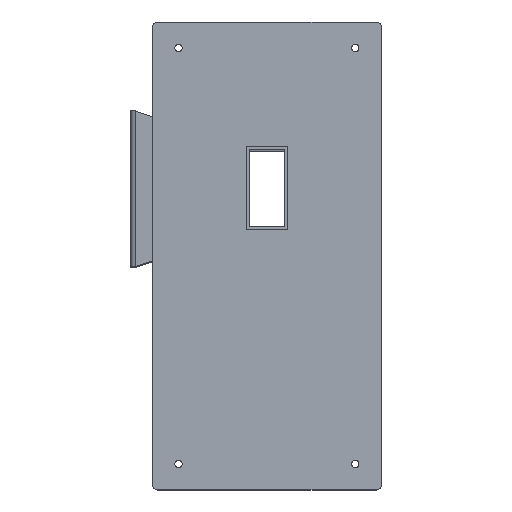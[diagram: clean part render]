
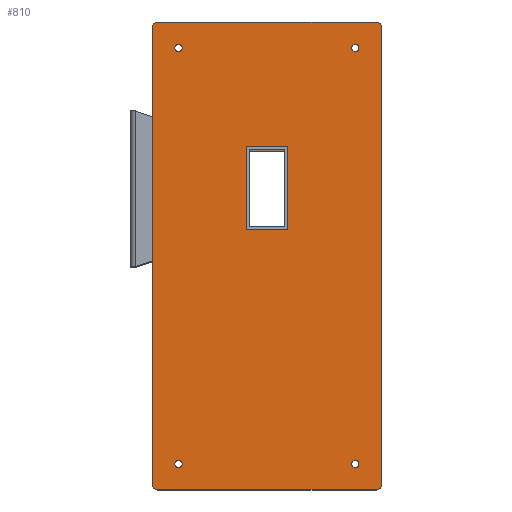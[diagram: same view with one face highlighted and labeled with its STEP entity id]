
A CAD part, top view. The second image highlights one B-rep face of the part: STEP entity #810.
In plain terms, the highlighted planar face has unit normal (0, 0, 1).
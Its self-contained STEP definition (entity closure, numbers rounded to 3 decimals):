
#5 = EDGE_LOOP ( 'NONE', ( #1297 ) ) ;
#19 = CARTESIAN_POINT ( 'NONE',  ( -105., -290., 5. ) ) ;
#50 = CARTESIAN_POINT ( 'NONE',  ( 85., 135., 5. ) ) ;
#64 = VECTOR ( 'NONE', #953, 1000. ) ;
#70 = LINE ( 'NONE', #669, #578 ) ;
#78 = ORIENTED_EDGE ( 'NONE', *, *, #1349, .T. ) ;
#82 = DIRECTION ( 'NONE',  ( 0., 0., 1. ) ) ;
#94 = DIRECTION ( 'NONE',  ( 0., 0., 1. ) ) ;
#101 = EDGE_CURVE ( 'NONE', #2123, #122, #1459, .T. ) ;
#120 = CARTESIAN_POINT ( 'NONE',  ( 105., -290., 5. ) ) ;
#122 = VERTEX_POINT ( 'NONE', #369 ) ;
#129 = EDGE_CURVE ( 'NONE', #394, #695, #808, .T. ) ;
#131 = ORIENTED_EDGE ( 'NONE', *, *, #101, .F. ) ;
#151 = AXIS2_PLACEMENT_3D ( 'NONE', #50, #1253, #1017 ) ;
#159 = VERTEX_POINT ( 'NONE', #1567 ) ;
#162 = DIRECTION ( 'NONE',  ( -1., 0., 0. ) ) ;
#192 = EDGE_CURVE ( 'NONE', #1983, #593, #1761, .T. ) ;
#216 = LINE ( 'NONE', #1647, #504 ) ;
#241 = VERTEX_POINT ( 'NONE', #995 ) ;
#250 = DIRECTION ( 'NONE',  ( 0., 0., 1. ) ) ;
#254 = DIRECTION ( 'NONE',  ( -1., 0., 0. ) ) ;
#255 = CARTESIAN_POINT ( 'NONE',  ( -110., 155., 5. ) ) ;
#271 = EDGE_CURVE ( 'NONE', #159, #1119, #1603, .T. ) ;
#343 = CARTESIAN_POINT ( 'NONE',  ( -20., 40., 5. ) ) ;
#344 = CARTESIAN_POINT ( 'NONE',  ( -105., -290., 5. ) ) ;
#348 = EDGE_LOOP ( 'NONE', ( #654 ) ) ;
#369 = CARTESIAN_POINT ( 'NONE',  ( 20., 40., 5. ) ) ;
#384 = AXIS2_PLACEMENT_3D ( 'NONE', #1418, #1636, #1341 ) ;
#394 = VERTEX_POINT ( 'NONE', #120 ) ;
#412 = VECTOR ( 'NONE', #2065, 1000. ) ;
#428 = CARTESIAN_POINT ( 'NONE',  ( 105., 155., 5. ) ) ;
#436 = EDGE_CURVE ( 'NONE', #695, #1985, #616, .T. ) ;
#469 = VERTEX_POINT ( 'NONE', #585 ) ;
#478 = CARTESIAN_POINT ( 'NONE',  ( 110., 155., 5. ) ) ;
#496 = CARTESIAN_POINT ( 'NONE',  ( -85., -265., 5. ) ) ;
#504 = VECTOR ( 'NONE', #1928, 1000. ) ;
#521 = CARTESIAN_POINT ( 'NONE',  ( 110., -285., 5. ) ) ;
#578 = VECTOR ( 'NONE', #1601, 1000. ) ;
#585 = CARTESIAN_POINT ( 'NONE',  ( 105., 160., 5. ) ) ;
#589 = VERTEX_POINT ( 'NONE', #864 ) ;
#590 = ORIENTED_EDGE ( 'NONE', *, *, #271, .F. ) ;
#593 = VERTEX_POINT ( 'NONE', #344 ) ;
#594 = ORIENTED_EDGE ( 'NONE', *, *, #793, .F. ) ;
#595 = DIRECTION ( 'NONE',  ( 0., 0., 1. ) ) ;
#600 = DIRECTION ( 'NONE',  ( 0., 0., 1. ) ) ;
#601 = AXIS2_PLACEMENT_3D ( 'NONE', #428, #595, #1625 ) ;
#616 = LINE ( 'NONE', #1586, #64 ) ;
#625 = CARTESIAN_POINT ( 'NONE',  ( 88.5, 135., 5. ) ) ;
#648 = ORIENTED_EDGE ( 'NONE', *, *, #1604, .T. ) ;
#654 = ORIENTED_EDGE ( 'NONE', *, *, #1361, .F. ) ;
#667 = AXIS2_PLACEMENT_3D ( 'NONE', #1634, #600, #963 ) ;
#669 = CARTESIAN_POINT ( 'NONE',  ( -20., -40., 5. ) ) ;
#695 = VERTEX_POINT ( 'NONE', #521 ) ;
#707 = AXIS2_PLACEMENT_3D ( 'NONE', #901, #872, #2097 ) ;
#721 = ORIENTED_EDGE ( 'NONE', *, *, #129, .T. ) ;
#793 = EDGE_CURVE ( 'NONE', #1523, #1523, #1877, .T. ) ;
#800 = CARTESIAN_POINT ( 'NONE',  ( -81.5, 135., 5. ) ) ;
#808 = CIRCLE ( 'NONE', #667, 5. ) ;
#809 = FACE_BOUND ( 'NONE', #1072, .T. ) ;
#810 = ADVANCED_FACE ( 'NONE', ( #809, #1129, #2131, #2132, #1375, #1199 ), #1813, .T. ) ;
#815 = LINE ( 'NONE', #1209, #1878 ) ;
#828 = ORIENTED_EDGE ( 'NONE', *, *, #1705, .F. ) ;
#829 = ORIENTED_EDGE ( 'NONE', *, *, #1840, .F. ) ;
#839 = DIRECTION ( 'NONE',  ( 0., 0., 1. ) ) ;
#864 = CARTESIAN_POINT ( 'NONE',  ( -81.5, -265., 5. ) ) ;
#871 = CARTESIAN_POINT ( 'NONE',  ( 20., 40., 5. ) ) ;
#872 = DIRECTION ( 'NONE',  ( 0., 0., 1. ) ) ;
#894 = ORIENTED_EDGE ( 'NONE', *, *, #436, .T. ) ;
#899 = EDGE_LOOP ( 'NONE', ( #829, #590, #828, #131 ) ) ;
#901 = CARTESIAN_POINT ( 'NONE',  ( 105., -285., 5. ) ) ;
#913 = CIRCLE ( 'NONE', #151, 3.5 ) ;
#928 = CIRCLE ( 'NONE', #601, 5. ) ;
#953 = DIRECTION ( 'NONE',  ( 0., 1., 0. ) ) ;
#963 = DIRECTION ( 'NONE',  ( 1., 0., 0. ) ) ;
#969 = CIRCLE ( 'NONE', #1376, 3.5 ) ;
#995 = CARTESIAN_POINT ( 'NONE',  ( 88.5, -265., 5. ) ) ;
#1017 = DIRECTION ( 'NONE',  ( 1., 0., 0. ) ) ;
#1072 = EDGE_LOOP ( 'NONE', ( #594 ) ) ;
#1077 = VECTOR ( 'NONE', #162, 1000. ) ;
#1083 = CARTESIAN_POINT ( 'NONE',  ( -20., 40., 5. ) ) ;
#1090 = DIRECTION ( 'NONE',  ( 1., 0., 0. ) ) ;
#1091 = ORIENTED_EDGE ( 'NONE', *, *, #1745, .F. ) ;
#1119 = VERTEX_POINT ( 'NONE', #1717 ) ;
#1129 = FACE_BOUND ( 'NONE', #5, .T. ) ;
#1159 = DIRECTION ( 'NONE',  ( 1., 0., 0. ) ) ;
#1194 = DIRECTION ( 'NONE',  ( 0., 1., 0. ) ) ;
#1199 = FACE_BOUND ( 'NONE', #899, .T. ) ;
#1209 = CARTESIAN_POINT ( 'NONE',  ( -105., 160., 5. ) ) ;
#1253 = DIRECTION ( 'NONE',  ( 0., 0., 1. ) ) ;
#1288 = VECTOR ( 'NONE', #1090, 1000. ) ;
#1297 = ORIENTED_EDGE ( 'NONE', *, *, #1677, .F. ) ;
#1306 = AXIS2_PLACEMENT_3D ( 'NONE', #1800, #82, #1401 ) ;
#1341 = DIRECTION ( 'NONE',  ( 1., 0., 0. ) ) ;
#1349 = EDGE_CURVE ( 'NONE', #1985, #469, #928, .T. ) ;
#1361 = EDGE_CURVE ( 'NONE', #589, #589, #969, .T. ) ;
#1375 = FACE_OUTER_BOUND ( 'NONE', #1870, .T. ) ;
#1376 = AXIS2_PLACEMENT_3D ( 'NONE', #496, #94, #1159 ) ;
#1401 = DIRECTION ( 'NONE',  ( 1., 0., 0. ) ) ;
#1404 = LINE ( 'NONE', #19, #1288 ) ;
#1418 = CARTESIAN_POINT ( 'NONE',  ( -85., 135., 5. ) ) ;
#1420 = CARTESIAN_POINT ( 'NONE',  ( -105., 155., 5. ) ) ;
#1454 = VERTEX_POINT ( 'NONE', #255 ) ;
#1459 = LINE ( 'NONE', #871, #2022 ) ;
#1464 = DIRECTION ( 'NONE',  ( -1., 0., 0. ) ) ;
#1493 = EDGE_LOOP ( 'NONE', ( #1091 ) ) ;
#1515 = CARTESIAN_POINT ( 'NONE',  ( 20., -40., 5. ) ) ;
#1523 = VERTEX_POINT ( 'NONE', #800 ) ;
#1555 = ORIENTED_EDGE ( 'NONE', *, *, #192, .T. ) ;
#1567 = CARTESIAN_POINT ( 'NONE',  ( -20., 40., 5. ) ) ;
#1576 = DIRECTION ( 'NONE',  ( -1., 0., 0. ) ) ;
#1586 = CARTESIAN_POINT ( 'NONE',  ( 110., -285., 5. ) ) ;
#1601 = DIRECTION ( 'NONE',  ( 1., 0., 0. ) ) ;
#1603 = LINE ( 'NONE', #343, #412 ) ;
#1604 = EDGE_CURVE ( 'NONE', #469, #1940, #815, .T. ) ;
#1625 = DIRECTION ( 'NONE',  ( -1., 0., 0. ) ) ;
#1634 = CARTESIAN_POINT ( 'NONE',  ( 105., -285., 5. ) ) ;
#1636 = DIRECTION ( 'NONE',  ( 0., 0., 1. ) ) ;
#1647 = CARTESIAN_POINT ( 'NONE',  ( -110., -285., 5. ) ) ;
#1654 = CIRCLE ( 'NONE', #1951, 5. ) ;
#1677 = EDGE_CURVE ( 'NONE', #1700, #1700, #913, .T. ) ;
#1700 = VERTEX_POINT ( 'NONE', #625 ) ;
#1705 = EDGE_CURVE ( 'NONE', #122, #159, #1765, .T. ) ;
#1717 = CARTESIAN_POINT ( 'NONE',  ( -20., -40., 5. ) ) ;
#1734 = ORIENTED_EDGE ( 'NONE', *, *, #2059, .T. ) ;
#1736 = AXIS2_PLACEMENT_3D ( 'NONE', #1784, #839, #254 ) ;
#1745 = EDGE_CURVE ( 'NONE', #241, #241, #1815, .T. ) ;
#1761 = CIRCLE ( 'NONE', #1736, 5. ) ;
#1765 = LINE ( 'NONE', #1083, #1077 ) ;
#1780 = EDGE_CURVE ( 'NONE', #1940, #1454, #1654, .T. ) ;
#1784 = CARTESIAN_POINT ( 'NONE',  ( -105., -285., 5. ) ) ;
#1800 = CARTESIAN_POINT ( 'NONE',  ( 85., -265., 5. ) ) ;
#1813 = PLANE ( 'NONE',  #707 ) ;
#1815 = CIRCLE ( 'NONE', #1306, 3.5 ) ;
#1840 = EDGE_CURVE ( 'NONE', #1119, #2123, #70, .T. ) ;
#1870 = EDGE_LOOP ( 'NONE', ( #721, #894, #78, #648, #2050, #1734, #1555, #1945 ) ) ;
#1877 = CIRCLE ( 'NONE', #384, 3.5 ) ;
#1878 = VECTOR ( 'NONE', #1576, 1000. ) ;
#1920 = CARTESIAN_POINT ( 'NONE',  ( -105., 160., 5. ) ) ;
#1928 = DIRECTION ( 'NONE',  ( 0., -1., 0. ) ) ;
#1940 = VERTEX_POINT ( 'NONE', #1920 ) ;
#1945 = ORIENTED_EDGE ( 'NONE', *, *, #2167, .T. ) ;
#1951 = AXIS2_PLACEMENT_3D ( 'NONE', #1420, #250, #1464 ) ;
#1983 = VERTEX_POINT ( 'NONE', #2061 ) ;
#1985 = VERTEX_POINT ( 'NONE', #478 ) ;
#2022 = VECTOR ( 'NONE', #1194, 1000. ) ;
#2050 = ORIENTED_EDGE ( 'NONE', *, *, #1780, .T. ) ;
#2059 = EDGE_CURVE ( 'NONE', #1454, #1983, #216, .T. ) ;
#2061 = CARTESIAN_POINT ( 'NONE',  ( -110., -285., 5. ) ) ;
#2065 = DIRECTION ( 'NONE',  ( 0., -1., 0. ) ) ;
#2097 = DIRECTION ( 'NONE',  ( 1., 0., 0. ) ) ;
#2123 = VERTEX_POINT ( 'NONE', #1515 ) ;
#2131 = FACE_BOUND ( 'NONE', #348, .T. ) ;
#2132 = FACE_BOUND ( 'NONE', #1493, .T. ) ;
#2167 = EDGE_CURVE ( 'NONE', #593, #394, #1404, .T. ) ;
